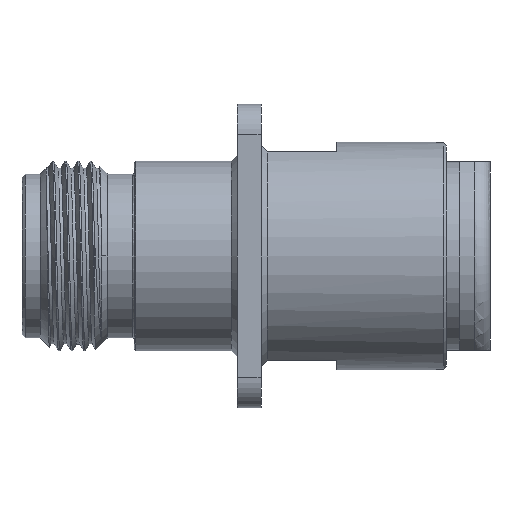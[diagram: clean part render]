
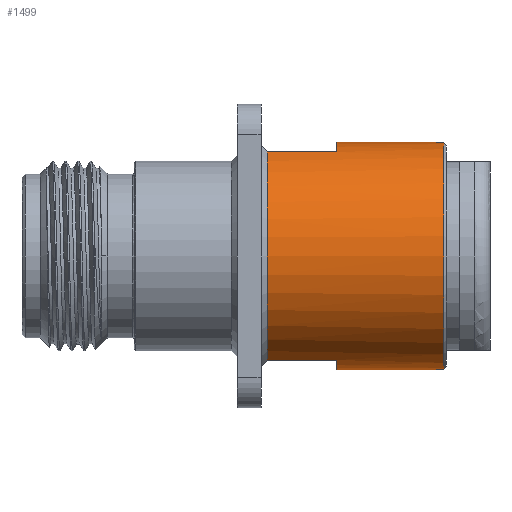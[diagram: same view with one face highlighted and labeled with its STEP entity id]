
A CAD part, front view. The second image highlights one B-rep face of the part: STEP entity #1499.
In plain terms, the highlighted cylindrical face has radius 9.5 mm (diameter 19 mm), a partial arc.
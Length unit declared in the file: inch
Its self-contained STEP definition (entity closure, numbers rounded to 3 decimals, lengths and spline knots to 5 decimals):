
#83 = CARTESIAN_POINT ( 'NONE',  ( 1.38804, 0., -0.37402 ) ) ;
#191 = AXIS2_PLACEMENT_3D ( 'NONE', #1096, #664, #1115 ) ;
#294 = CARTESIAN_POINT ( 'NONE',  ( 1.19161, 0., 0.37402 ) ) ;
#338 = DIRECTION ( 'NONE',  ( 0., 0., 1. ) ) ;
#364 = DIRECTION ( 'NONE',  ( 0., 0., -1. ) ) ;
#565 = DIRECTION ( 'NONE',  ( 1., 0., 0. ) ) ;
#587 = CIRCLE ( 'NONE', #3532, 0.37402 ) ;
#664 = DIRECTION ( 'NONE',  ( 1., 0., 0. ) ) ;
#693 = CIRCLE ( 'NONE', #2889, 0.37402 ) ;
#791 = CYLINDRICAL_SURFACE ( 'NONE', #191, 0.37402 ) ;
#932 = DIRECTION ( 'NONE',  ( 1., 0., 0. ) ) ;
#986 = CARTESIAN_POINT ( 'NONE',  ( 0.8074, -0.15023, -0.34252 ) ) ;
#1089 = CARTESIAN_POINT ( 'NONE',  ( 1.03584, 0., 0.37402 ) ) ;
#1096 = CARTESIAN_POINT ( 'NONE',  ( 1.19161, 0., 0. ) ) ;
#1115 = DIRECTION ( 'NONE',  ( 0., 0., -1. ) ) ;
#1478 = CIRCLE ( 'NONE', #3609, 0.37402 ) ;
#1499 = ADVANCED_FACE ( 'NONE', ( #1928 ), #791, .T. ) ;
#1500 = CARTESIAN_POINT ( 'NONE',  ( 1.03584, -0.15023, 0.34252 ) ) ;
#1584 = ORIENTED_EDGE ( 'NONE', *, *, #1958, .T. ) ;
#1822 = DIRECTION ( 'NONE',  ( -1., 0., 0. ) ) ;
#1928 = FACE_OUTER_BOUND ( 'NONE', #4858, .T. ) ;
#1958 = EDGE_CURVE ( 'NONE', #2692, #4292, #1478, .T. ) ;
#2042 = VECTOR ( 'NONE', #3889, 39.37008 ) ;
#2051 = VERTEX_POINT ( 'NONE', #1089 ) ;
#2196 = VERTEX_POINT ( 'NONE', #986 ) ;
#2261 = CARTESIAN_POINT ( 'NONE',  ( 1.03584, 0., 0. ) ) ;
#2294 = EDGE_CURVE ( 'NONE', #2807, #4330, #4667, .T. ) ;
#2325 = EDGE_CURVE ( 'NONE', #2051, #3883, #3567, .T. ) ;
#2342 = ORIENTED_EDGE ( 'NONE', *, *, #4137, .T. ) ;
#2417 = ORIENTED_EDGE ( 'NONE', *, *, #2325, .F. ) ;
#2487 = VECTOR ( 'NONE', #4247, 39.37008 ) ;
#2545 = CARTESIAN_POINT ( 'NONE',  ( 1.03584, -0.15023, -0.34252 ) ) ;
#2588 = CIRCLE ( 'NONE', #4570, 0.37402 ) ;
#2691 = DIRECTION ( 'NONE',  ( 1., 0., 0. ) ) ;
#2692 = VERTEX_POINT ( 'NONE', #2545 ) ;
#2708 = CARTESIAN_POINT ( 'NONE',  ( 1.03584, 0., -0.37402 ) ) ;
#2728 = CARTESIAN_POINT ( 'NONE',  ( 0.8074, -0.15023, 0.34252 ) ) ;
#2807 = VERTEX_POINT ( 'NONE', #1500 ) ;
#2861 = ORIENTED_EDGE ( 'NONE', *, *, #4989, .F. ) ;
#2889 = AXIS2_PLACEMENT_3D ( 'NONE', #4366, #2691, #364 ) ;
#2968 = LINE ( 'NONE', #3803, #3625 ) ;
#3026 = DIRECTION ( 'NONE',  ( 0., 0., 1. ) ) ;
#3067 = CARTESIAN_POINT ( 'NONE',  ( 1.19161, 0., -0.37402 ) ) ;
#3089 = CARTESIAN_POINT ( 'NONE',  ( 1.19161, -0.15023, 0.34252 ) ) ;
#3090 = ORIENTED_EDGE ( 'NONE', *, *, #4103, .T. ) ;
#3351 = CARTESIAN_POINT ( 'NONE',  ( 0.8074, 0., 0. ) ) ;
#3417 = DIRECTION ( 'NONE',  ( 1., 0., 0. ) ) ;
#3532 = AXIS2_PLACEMENT_3D ( 'NONE', #2261, #3417, #3026 ) ;
#3567 = LINE ( 'NONE', #294, #2487 ) ;
#3609 = AXIS2_PLACEMENT_3D ( 'NONE', #3938, #5075, #338 ) ;
#3625 = VECTOR ( 'NONE', #565, 39.37008 ) ;
#3653 = ORIENTED_EDGE ( 'NONE', *, *, #2294, .T. ) ;
#3754 = LINE ( 'NONE', #3067, #2042 ) ;
#3763 = DIRECTION ( 'NONE',  ( 0., 0., -1. ) ) ;
#3803 = CARTESIAN_POINT ( 'NONE',  ( 1.19161, -0.15023, -0.34252 ) ) ;
#3853 = EDGE_CURVE ( 'NONE', #4292, #4710, #3754, .T. ) ;
#3872 = ORIENTED_EDGE ( 'NONE', *, *, #3853, .T. ) ;
#3883 = VERTEX_POINT ( 'NONE', #4386 ) ;
#3889 = DIRECTION ( 'NONE',  ( 1., 0., 0. ) ) ;
#3938 = CARTESIAN_POINT ( 'NONE',  ( 1.03584, 0., 0. ) ) ;
#4103 = EDGE_CURVE ( 'NONE', #2196, #2692, #2968, .T. ) ;
#4137 = EDGE_CURVE ( 'NONE', #4330, #2196, #2588, .T. ) ;
#4247 = DIRECTION ( 'NONE',  ( 1., 0., 0. ) ) ;
#4292 = VERTEX_POINT ( 'NONE', #2708 ) ;
#4330 = VERTEX_POINT ( 'NONE', #2728 ) ;
#4366 = CARTESIAN_POINT ( 'NONE',  ( 1.38804, 0., 0. ) ) ;
#4386 = CARTESIAN_POINT ( 'NONE',  ( 1.38804, 0., 0.37402 ) ) ;
#4570 = AXIS2_PLACEMENT_3D ( 'NONE', #3351, #932, #3763 ) ;
#4667 = LINE ( 'NONE', #3089, #4739 ) ;
#4669 = ORIENTED_EDGE ( 'NONE', *, *, #4843, .T. ) ;
#4710 = VERTEX_POINT ( 'NONE', #83 ) ;
#4739 = VECTOR ( 'NONE', #1822, 39.37008 ) ;
#4843 = EDGE_CURVE ( 'NONE', #2051, #2807, #587, .T. ) ;
#4858 = EDGE_LOOP ( 'NONE', ( #2417, #4669, #3653, #2342, #3090, #1584, #3872, #2861 ) ) ;
#4989 = EDGE_CURVE ( 'NONE', #3883, #4710, #693, .T. ) ;
#5075 = DIRECTION ( 'NONE',  ( 1., 0., 0. ) ) ;
